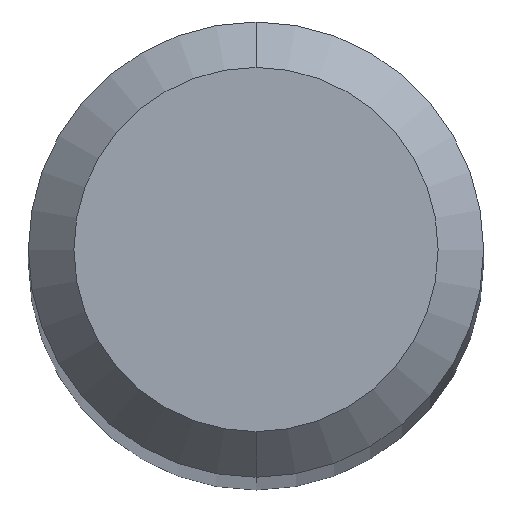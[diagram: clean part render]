
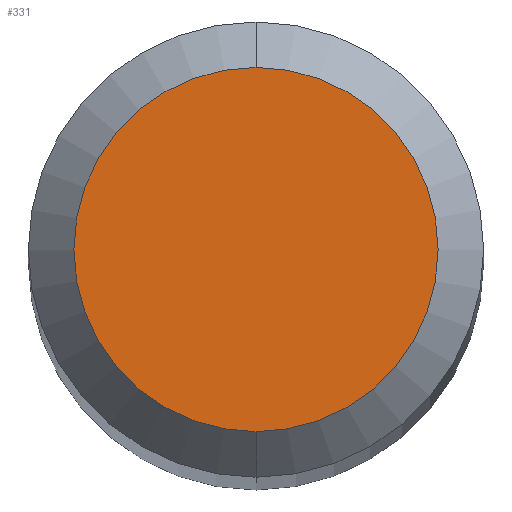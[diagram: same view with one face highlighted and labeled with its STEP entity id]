
A CAD part, top view. The second image highlights one B-rep face of the part: STEP entity #331.
In plain terms, the highlighted planar face has unit normal (0, 0, 1).
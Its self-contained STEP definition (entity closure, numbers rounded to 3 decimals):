
#275=EDGE_CURVE('',#457,#305,#590,.T.);
#285=EDGE_CURVE('',#305,#457,#600,.T.);
#305=VERTEX_POINT('',#622);
#331=ADVANCED_FACE('',(#650),#651,.T.);
#457=VERTEX_POINT('',#793);
#590=CIRCLE('',#1049,1.2);
#600=CIRCLE('',#1061,1.2);
#622=CARTESIAN_POINT('',(0.,-1.2,0.0));
#650=FACE_OUTER_BOUND('',#1175,.T.);
#651=PLANE('',#1176);
#793=CARTESIAN_POINT('',(0.0,1.2,0.0));
#1049=AXIS2_PLACEMENT_3D('',#1550,#1551,#1552);
#1061=AXIS2_PLACEMENT_3D('',#1556,#1557,#1558);
#1175=EDGE_LOOP('',(#1606,#1607));
#1176=AXIS2_PLACEMENT_3D('',#1608,#1609,#1610);
#1550=CARTESIAN_POINT('',(0.0,0.0,0.0));
#1551=DIRECTION('',(0.0,0.0,-1.0));
#1552=DIRECTION('',(0.0,1.0,0.0));
#1556=CARTESIAN_POINT('',(0.0,0.0,0.0));
#1557=DIRECTION('',(0.0,0.0,-1.0));
#1558=DIRECTION('',(0.0,1.0,0.0));
#1606=ORIENTED_EDGE('',*,*,#275,.F.);
#1607=ORIENTED_EDGE('',*,*,#285,.F.);
#1608=CARTESIAN_POINT('',(0.0,0.6,0.0));
#1609=DIRECTION('',(-0.0,0.0,1.0));
#1610=DIRECTION('',(0.0,-1.0,0.0));
